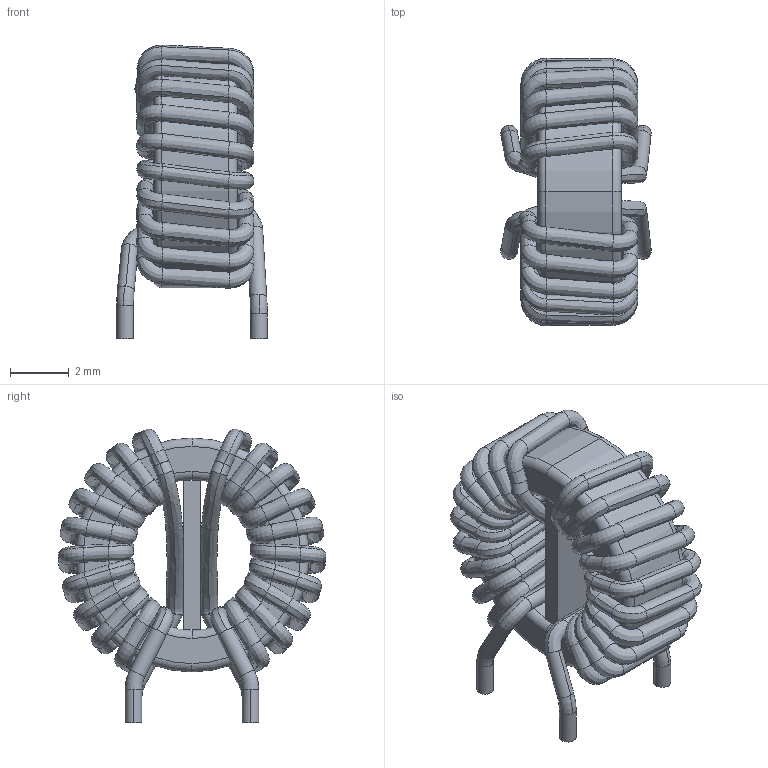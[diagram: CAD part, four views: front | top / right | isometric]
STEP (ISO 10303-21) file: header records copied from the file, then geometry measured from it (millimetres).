
FILE_DESCRIPTION(('FreeCAD Model'),'2;1');
FILE_NAME('Open CASCADE Shape Model','2024-04-28T01:33:39',('Author'),( ''),'Open CASCADE STEP processor 7.6','FreeCAD','Unknown');
FILE_SCHEMA(('AP242_MANAGED_MODEL_BASED_3D_ENGINEERING_MIM_LF. {1 0 10303 442 1 1 4 }'));
Length unit declared in the file: millimetre
Products named in the file (6): Choke-12x6mm; Base; 99FE5C0F-EEB4-49E1-B83D-2B92DB628D037; 99FE5C0F-EEB4-49E1-B83D-2B92DB628D038; 99FE5C0F-EEB4-49E1-B83D-2B92DB628D039; 99FE5C0F-EEB4-49E1-B83D-2B92DB628D040
Assembly tree (5 placements, depth 3):
  Choke-12x6mm
    Base
      99FE5C0F-EEB4-49E1-B83D-2B92DB628D037
      99FE5C0F-EEB4-49E1-B83D-2B92DB628D038
      99FE5C0F-EEB4-49E1-B83D-2B92DB628D039
      99FE5C0F-EEB4-49E1-B83D-2B92DB628D040
Bounding box: 5.13 x 9.12 x 10.02 mm (x, y, z)
Surface area: 603.8 mm2 (no closed solid volume)
Topology: 0 solids, 4 shells, 380 faces, 780 edges, 408 vertices
Faces by surface type: bspline 336, torus 16, cylinder 16, plane 12
Entity records: 30666 total; most frequent: CARTESIAN_POINT 24474, ORIENTED_EDGE 1560, DIRECTION 904, EDGE_CURVE 780, AXIS2_PLACEMENT_3D 438, VERTEX_POINT 408, CIRCLE 388, FACE_BOUND 382
